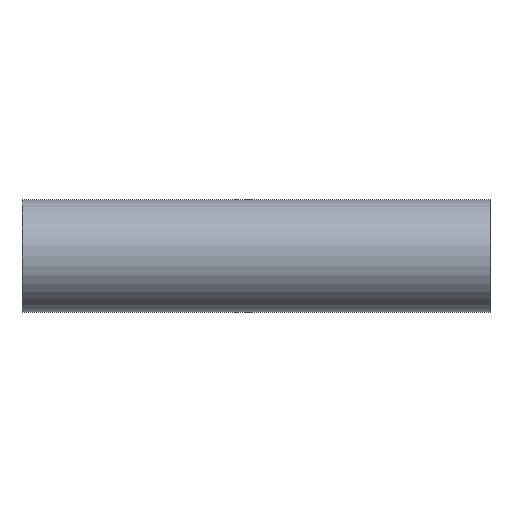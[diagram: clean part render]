
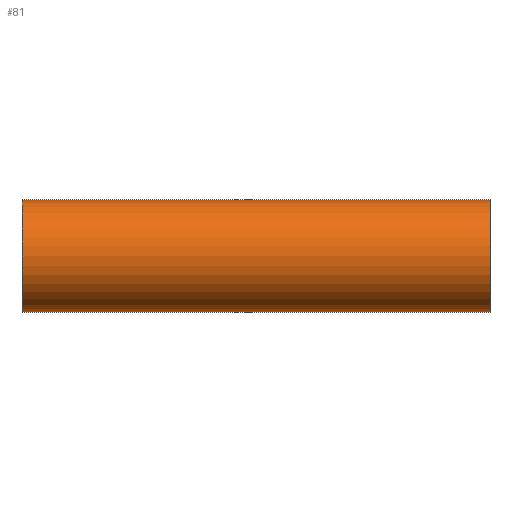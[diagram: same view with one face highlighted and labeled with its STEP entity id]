
A CAD part, front view. The second image highlights one B-rep face of the part: STEP entity #81.
In plain terms, the highlighted cylindrical face has radius 600 mm (diameter 1200 mm), a partial arc.
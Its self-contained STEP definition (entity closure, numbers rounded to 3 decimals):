
#53 = EDGE_CURVE( '', #75, #85, #123, .T. );
#67 = VERTEX_POINT( '', #141 );
#73 = VERTEX_POINT( '', #147 );
#75 = VERTEX_POINT( '', #149 );
#81 = ADVANCED_FACE( '', ( #156 ), #157, .T. );
#85 = VERTEX_POINT( '', #161 );
#87 = EDGE_CURVE( '', #73, #67, #163, .T. );
#93 = EDGE_CURVE( '', #67, #75, #170, .T. );
#101 = EDGE_CURVE( '', #85, #73, #178, .T. );
#123 = LINE( '', #193, #194 );
#141 = CARTESIAN_POINT( '', ( 5000., 0., -600. ) );
#147 = CARTESIAN_POINT( '', ( 0., 0., -600. ) );
#149 = CARTESIAN_POINT( '', ( 5000., 0., 600. ) );
#156 = FACE_OUTER_BOUND( '', #231, .T. );
#157 = CYLINDRICAL_SURFACE( '', #232, 600. );
#161 = CARTESIAN_POINT( '', ( 0., 0., 600. ) );
#163 = LINE( '', #238, #239 );
#170 = CIRCLE( '', #248, 600. );
#178 = CIRCLE( '', #261, 600. );
#193 = CARTESIAN_POINT( '', ( 0., 0., 600. ) );
#194 = VECTOR( '', #269, 1. );
#231 = EDGE_LOOP( '', ( #302, #303, #304, #305 ) );
#232 = AXIS2_PLACEMENT_3D( '', #306, #307, #308 );
#238 = CARTESIAN_POINT( '', ( 0., 0., -600. ) );
#239 = VECTOR( '', #310, 1. );
#248 = AXIS2_PLACEMENT_3D( '', #322, #323, #324 );
#261 = AXIS2_PLACEMENT_3D( '', #332, #333, #334 );
#269 = DIRECTION( '', ( -1., 0., 0. ) );
#302 = ORIENTED_EDGE( '', *, *, #87, .T. );
#303 = ORIENTED_EDGE( '', *, *, #93, .T. );
#304 = ORIENTED_EDGE( '', *, *, #53, .T. );
#305 = ORIENTED_EDGE( '', *, *, #101, .T. );
#306 = CARTESIAN_POINT( '', ( 0., 0., 0. ) );
#307 = DIRECTION( '', ( -1., 0., 0. ) );
#308 = DIRECTION( '', ( 0., 0., -1. ) );
#310 = DIRECTION( '', ( 1., 0., 0. ) );
#322 = CARTESIAN_POINT( '', ( 5000., 0., 0. ) );
#323 = DIRECTION( '', ( -1., 0., 0. ) );
#324 = DIRECTION( '', ( 0., 0., -1. ) );
#332 = CARTESIAN_POINT( '', ( 0., 0., 0. ) );
#333 = DIRECTION( '', ( 1., 0., 0. ) );
#334 = DIRECTION( '', ( 0., 0., -1. ) );
